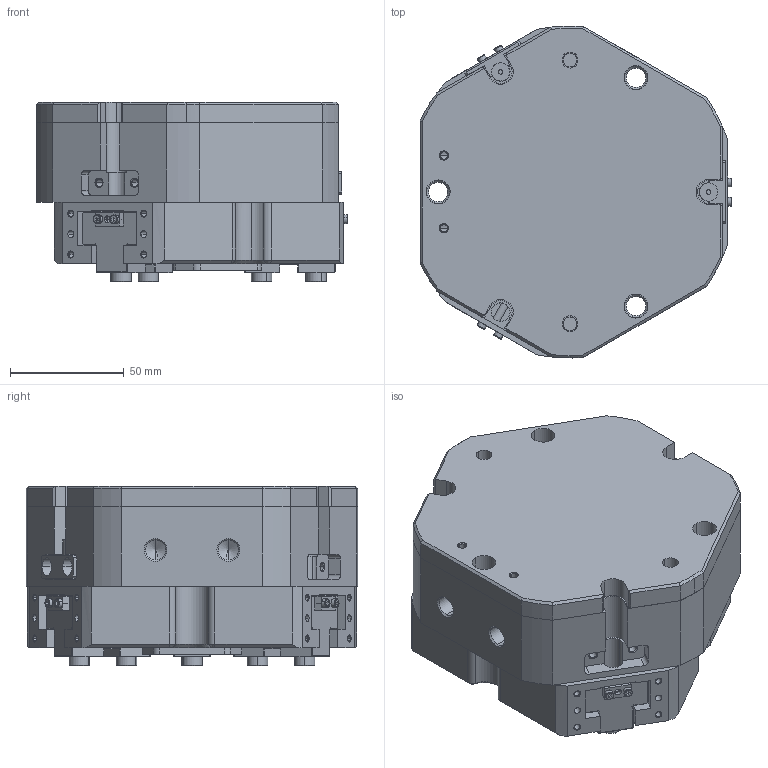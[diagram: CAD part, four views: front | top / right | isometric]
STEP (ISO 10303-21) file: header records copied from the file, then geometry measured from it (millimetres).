
FILE_DESCRIPTION (( 'STEP AP203' ), '1' );
FILE_NAME ('TZ95-146.STEP', '2025-04-21T08:01:45', ( 'USER-' ), ( 'Microsoft' ), 'SwSTEP 2.0', 'SolidWorks 2018', '' );
FILE_SCHEMA (( 'CONFIG_CONTROL_DESIGN' ));
Length unit declared in the file: millimetre
Products named in the file (19): TZ95-146杅耀.sldasm-Part-15; 揤輸蚾饜极; 揤輸蚾饜极-2; TZ95-146杅耀.sldasm-Part-16; TZ95-146杅耀.sldasm-Part-9; TZ95-146杅耀.sldasm-Part-20; 25x12-R3; TZ95-146杅耀.sldasm-Part-26; TZ95-146杅耀.sldasm-Part-13; 揤輸蚾饜极-1; TZ95-146杅耀.sldasm-Part-23; TZ95-146杅耀.sldasm-Part-2; TZ95-146杅耀.sldasm-Part-3; TZ95-146; TZ95-146杅耀.sldasm-Part-24; 埴翐芛(GB_FASTENER_SCREWS_HSHCS M2X8-N); 揤輸杅耀.sldasm-Part-9; TZ95-146杅耀.sldasm-Part-11; TZ95-146杅耀.sldasm-Part-19
Assembly tree (29 placements, depth 3):
  TZ95-146
    揤輸蚾饜极
      揤輸杅耀.sldasm-Part-9
      埴翐芛(GB_FASTENER_SCREWS_HSHCS M2X8-N)  x2
    揤輸蚾饜极-1
      揤輸杅耀.sldasm-Part-9
      埴翐芛(GB_FASTENER_SCREWS_HSHCS M2X8-N)  x2
    揤輸蚾饜极-2
      揤輸杅耀.sldasm-Part-9
      埴翐芛(GB_FASTENER_SCREWS_HSHCS M2X8-N)  x2
    TZ95-146杅耀.sldasm-Part-2  x2
    TZ95-146杅耀.sldasm-Part-3
    TZ95-146杅耀.sldasm-Part-9
    TZ95-146杅耀.sldasm-Part-11
    TZ95-146杅耀.sldasm-Part-13  x2
    TZ95-146杅耀.sldasm-Part-15
    TZ95-146杅耀.sldasm-Part-16
    TZ95-146杅耀.sldasm-Part-19
    TZ95-146杅耀.sldasm-Part-20
    TZ95-146杅耀.sldasm-Part-23
    TZ95-146杅耀.sldasm-Part-24
    TZ95-146杅耀.sldasm-Part-26  x3
    25x12-R3
Bounding box: 137.25 x 145.99 x 79 mm (x, y, z)
Volume: 988138.7 mm3; surface area: 162252.5 mm2
Topology: 26 solids, 72 shells, 1717 faces, 4268 edges, 2692 vertices
Faces by surface type: plane 820, cylinder 428, cone 302, bspline 155, torus 12
Entity records: 47352 total; most frequent: CARTESIAN_POINT 13332, ORIENTED_EDGE 6578, DIRECTION 6397, EDGE_CURVE 3289, AXIS2_PLACEMENT_3D 2206, VERTEX_POINT 2137, VECTOR 1985, LINE 1985
